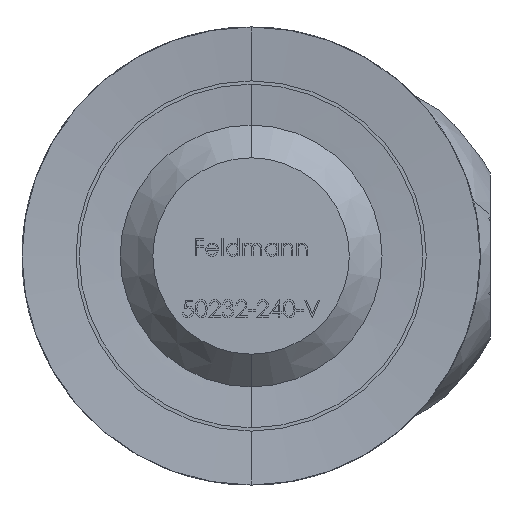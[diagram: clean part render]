
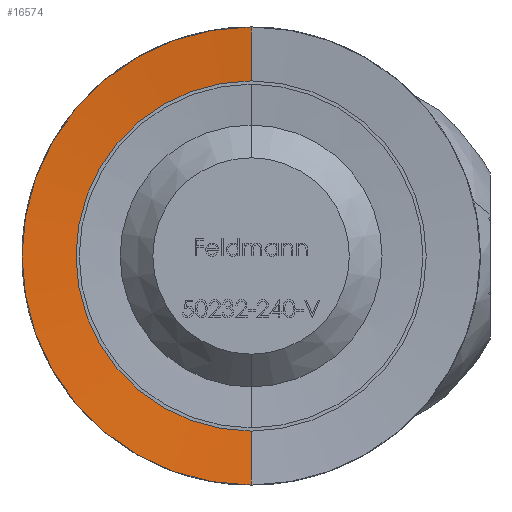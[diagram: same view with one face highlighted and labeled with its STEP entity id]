
A CAD part, front view. The second image highlights one B-rep face of the part: STEP entity #16574.
In plain terms, the highlighted conical face has half-angle 85 degrees and reference radius 3.272 mm.
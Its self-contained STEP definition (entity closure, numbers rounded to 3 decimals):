
#550 = CARTESIAN_POINT ( 'NONE',  ( 0., 0., -7. ) ) ;
#662 = EDGE_LOOP ( 'NONE', ( #16916, #6710, #15586, #16000 ) ) ;
#939 = DIRECTION ( 'NONE',  ( 0., 0., -1. ) ) ;
#1344 = CARTESIAN_POINT ( 'NONE',  ( 0., 0.144, -5.35 ) ) ;
#1726 = VERTEX_POINT ( 'NONE', #1344 ) ;
#1954 = CARTESIAN_POINT ( 'NONE',  ( 0., 0.326, 3.272 ) ) ;
#2687 = VERTEX_POINT ( 'NONE', #8346 ) ;
#4739 = CARTESIAN_POINT ( 'NONE',  ( 0., 0.326, -3.272 ) ) ;
#4785 = VERTEX_POINT ( 'NONE', #8088 ) ;
#5095 = DIRECTION ( 'NONE',  ( 0., -1., 0. ) ) ;
#5308 = DIRECTION ( 'NONE',  ( 0., 0., -1. ) ) ;
#5341 = LINE ( 'NONE', #4739, #16177 ) ;
#6212 = CIRCLE ( 'NONE', #9497, 5.35 ) ;
#6710 = ORIENTED_EDGE ( 'NONE', *, *, #12592, .T. ) ;
#7761 = CARTESIAN_POINT ( 'NONE',  ( 0., 0.326, 0. ) ) ;
#7878 = FACE_OUTER_BOUND ( 'NONE', #662, .T. ) ;
#7983 = CARTESIAN_POINT ( 'NONE',  ( 0., 0.144, 0. ) ) ;
#8088 = CARTESIAN_POINT ( 'NONE',  ( 0., 0.144, 5.35 ) ) ;
#8346 = CARTESIAN_POINT ( 'NONE',  ( 0., 0., 7. ) ) ;
#8579 = VECTOR ( 'NONE', #11474, 1000. ) ;
#9025 = DIRECTION ( 'NONE',  ( 0., -1., 0. ) ) ;
#9044 = DIRECTION ( 'NONE',  ( 0., 0., -1. ) ) ;
#9497 = AXIS2_PLACEMENT_3D ( 'NONE', #7983, #14884, #5308 ) ;
#9877 = CIRCLE ( 'NONE', #11115, 7. ) ;
#9942 = AXIS2_PLACEMENT_3D ( 'NONE', #7761, #5095, #9044 ) ;
#10064 = LINE ( 'NONE', #1954, #8579 ) ;
#10325 = CARTESIAN_POINT ( 'NONE',  ( 0., 0., 0. ) ) ;
#11115 = AXIS2_PLACEMENT_3D ( 'NONE', #10325, #9025, #939 ) ;
#11474 = DIRECTION ( 'NONE',  ( 0., -0.087, 0.996 ) ) ;
#12592 = EDGE_CURVE ( 'NONE', #4785, #2687, #10064, .T. ) ;
#13379 = EDGE_CURVE ( 'NONE', #1726, #4785, #6212, .T. ) ;
#13696 = EDGE_CURVE ( 'NONE', #2687, #17735, #9877, .T. ) ;
#14884 = DIRECTION ( 'NONE',  ( 0., 1., 0. ) ) ;
#15586 = ORIENTED_EDGE ( 'NONE', *, *, #13696, .T. ) ;
#15868 = DIRECTION ( 'NONE',  ( 0., -0.087, -0.996 ) ) ;
#16000 = ORIENTED_EDGE ( 'NONE', *, *, #16014, .F. ) ;
#16014 = EDGE_CURVE ( 'NONE', #1726, #17735, #5341, .T. ) ;
#16177 = VECTOR ( 'NONE', #15868, 1000. ) ;
#16334 = CONICAL_SURFACE ( 'NONE', #9942, 3.272, 1.484 ) ;
#16574 = ADVANCED_FACE ( 'NONE', ( #7878 ), #16334, .F. ) ;
#16916 = ORIENTED_EDGE ( 'NONE', *, *, #13379, .T. ) ;
#17735 = VERTEX_POINT ( 'NONE', #550 ) ;
